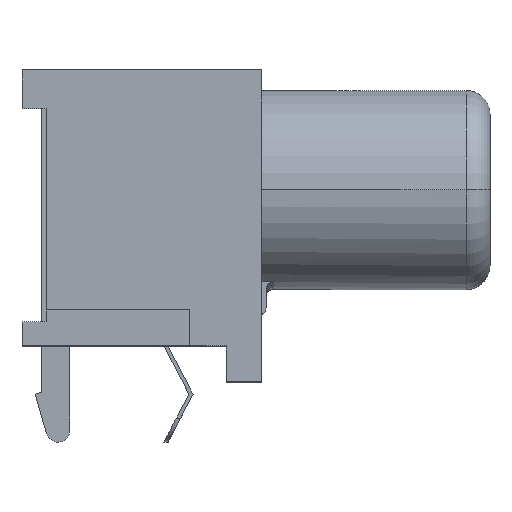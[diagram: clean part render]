
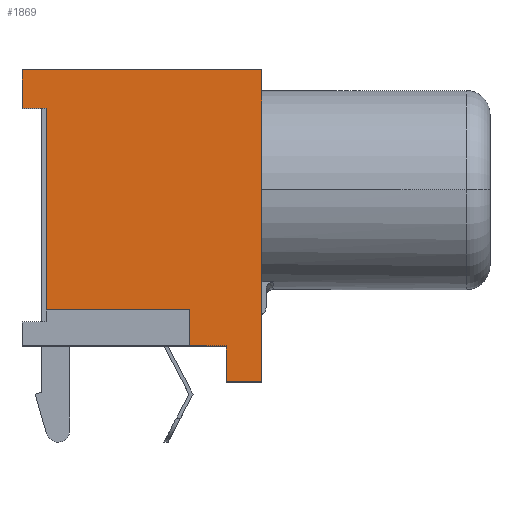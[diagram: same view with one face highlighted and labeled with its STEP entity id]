
A CAD part, top view. The second image highlights one B-rep face of the part: STEP entity #1869.
In plain terms, the highlighted planar face has unit normal (0, 0, 1).
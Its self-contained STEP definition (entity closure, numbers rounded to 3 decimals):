
#31 = DIRECTION ( 'NONE',  ( -1., 0., 0. ) ) ;
#32 = VECTOR ( 'NONE', #31, 1000. ) ;
#33 = CARTESIAN_POINT ( 'NONE',  ( 7., -5., 5. ) ) ;
#42 = CARTESIAN_POINT ( 'NONE',  ( 7., -6.5, 5. ) ) ;
#47 = LINE ( 'NONE', #33, #32 ) ;
#63 = CARTESIAN_POINT ( 'NONE',  ( 1., 3.4, 5. ) ) ;
#67 = LINE ( 'NONE', #212, #211 ) ;
#71 = PLANE ( 'NONE',  #203 ) ;
#75 = DIRECTION ( 'NONE',  ( 0., -1., 0. ) ) ;
#76 = VECTOR ( 'NONE', #75, 1000. ) ;
#77 = FACE_OUTER_BOUND ( 'NONE', #1880, .T. ) ;
#78 = CARTESIAN_POINT ( 'NONE',  ( 0., 5., 5. ) ) ;
#79 = LINE ( 'NONE', #78, #76 ) ;
#81 = DIRECTION ( 'NONE',  ( -1., 0., 0. ) ) ;
#83 = CARTESIAN_POINT ( 'NONE',  ( 1., -5., 5. ) ) ;
#84 = VECTOR ( 'NONE', #81, 1000. ) ;
#85 = CARTESIAN_POINT ( 'NONE',  ( 10., 5., 5. ) ) ;
#86 = CARTESIAN_POINT ( 'NONE',  ( 0., 5., 5. ) ) ;
#89 = LINE ( 'NONE', #85, #84 ) ;
#155 = DIRECTION ( 'NONE',  ( -1., 0., 0. ) ) ;
#156 = VECTOR ( 'NONE', #155, 1000. ) ;
#157 = CARTESIAN_POINT ( 'NONE',  ( 10., -6.5, 5. ) ) ;
#158 = LINE ( 'NONE', #157, #156 ) ;
#160 = CARTESIAN_POINT ( 'NONE',  ( 8.5, -6.5, 5. ) ) ;
#161 = DIRECTION ( 'NONE',  ( 0., 1., 0. ) ) ;
#162 = VECTOR ( 'NONE', #161, 1000. ) ;
#163 = CARTESIAN_POINT ( 'NONE',  ( 7., -6.5, 5. ) ) ;
#164 = LINE ( 'NONE', #163, #162 ) ;
#185 = DIRECTION ( 'NONE',  ( 0., -1., 0. ) ) ;
#186 = VECTOR ( 'NONE', #185, 1000. ) ;
#187 = CARTESIAN_POINT ( 'NONE',  ( 1., -12.745, 5. ) ) ;
#188 = CARTESIAN_POINT ( 'NONE',  ( 0., 3.4, 5. ) ) ;
#189 = CARTESIAN_POINT ( 'NONE',  ( 8.5, -8., 5. ) ) ;
#190 = DIRECTION ( 'NONE',  ( -1., 0., 0. ) ) ;
#191 = DIRECTION ( 'NONE',  ( 0., 0., -1. ) ) ;
#192 = LINE ( 'NONE', #187, #186 ) ;
#194 = CARTESIAN_POINT ( 'NONE',  ( 7., -5., 5. ) ) ;
#196 = DIRECTION ( 'NONE',  ( 0., -1., 0. ) ) ;
#197 = CARTESIAN_POINT ( 'NONE',  ( 10., 5., 5. ) ) ;
#198 = LINE ( 'NONE', #197, #245 ) ;
#199 = DIRECTION ( 'NONE',  ( 1., 0., 0. ) ) ;
#200 = VECTOR ( 'NONE', #199, 1000. ) ;
#201 = CARTESIAN_POINT ( 'NONE',  ( 8.5, -8., 5. ) ) ;
#202 = LINE ( 'NONE', #201, #200 ) ;
#203 = AXIS2_PLACEMENT_3D ( 'NONE', #206, #191, #190 ) ;
#206 = CARTESIAN_POINT ( 'NONE',  ( 10., 5., 5. ) ) ;
#210 = DIRECTION ( 'NONE',  ( -1., 0., 0. ) ) ;
#211 = VECTOR ( 'NONE', #210, 1000. ) ;
#212 = CARTESIAN_POINT ( 'NONE',  ( 1., 3.4, 5. ) ) ;
#245 = VECTOR ( 'NONE', #196, 1000. ) ;
#272 = DIRECTION ( 'NONE',  ( 0., -1., 0. ) ) ;
#273 = VECTOR ( 'NONE', #272, 1000. ) ;
#274 = CARTESIAN_POINT ( 'NONE',  ( 8.5, -6.5, 5. ) ) ;
#275 = LINE ( 'NONE', #274, #273 ) ;
#1355 = CARTESIAN_POINT ( 'NONE',  ( 10., 5., 5. ) ) ;
#1449 = CARTESIAN_POINT ( 'NONE',  ( 10., -8., 5. ) ) ;
#1764 = ORIENTED_EDGE ( 'NONE', *, *, #1865, .F. ) ;
#1792 = VERTEX_POINT ( 'NONE', #1449 ) ;
#1796 = VERTEX_POINT ( 'NONE', #1355 ) ;
#1851 = EDGE_CURVE ( 'NONE', #1796, #1856, #89, .T. ) ;
#1853 = ORIENTED_EDGE ( 'NONE', *, *, #1868, .T. ) ;
#1854 = ORIENTED_EDGE ( 'NONE', *, *, #1858, .T. ) ;
#1856 = VERTEX_POINT ( 'NONE', #86 ) ;
#1857 = ORIENTED_EDGE ( 'NONE', *, *, #1851, .T. ) ;
#1858 = EDGE_CURVE ( 'NONE', #1856, #1873, #79, .T. ) ;
#1864 = VERTEX_POINT ( 'NONE', #83 ) ;
#1865 = EDGE_CURVE ( 'NONE', #1866, #1873, #67, .T. ) ;
#1866 = VERTEX_POINT ( 'NONE', #63 ) ;
#1868 = EDGE_CURVE ( 'NONE', #1871, #1792, #202, .T. ) ;
#1869 = ADVANCED_FACE ( 'NONE', ( #77 ), #71, .F. ) ;
#1870 = VERTEX_POINT ( 'NONE', #194 ) ;
#1871 = VERTEX_POINT ( 'NONE', #189 ) ;
#1872 = EDGE_CURVE ( 'NONE', #1866, #1864, #192, .T. ) ;
#1873 = VERTEX_POINT ( 'NONE', #188 ) ;
#1878 = EDGE_CURVE ( 'NONE', #1796, #1792, #198, .T. ) ;
#1880 = EDGE_LOOP ( 'NONE', ( #1764, #1956, #1958, #1962, #1955, #1968, #1853, #1967, #1857, #1854 ) ) ;
#1955 = ORIENTED_EDGE ( 'NONE', *, *, #1963, .F. ) ;
#1956 = ORIENTED_EDGE ( 'NONE', *, *, #1872, .T. ) ;
#1957 = EDGE_CURVE ( 'NONE', #1870, #1864, #47, .T. ) ;
#1958 = ORIENTED_EDGE ( 'NONE', *, *, #1957, .F. ) ;
#1959 = EDGE_CURVE ( 'NONE', #1960, #1870, #164, .T. ) ;
#1960 = VERTEX_POINT ( 'NONE', #42 ) ;
#1962 = ORIENTED_EDGE ( 'NONE', *, *, #1959, .F. ) ;
#1963 = EDGE_CURVE ( 'NONE', #1964, #1960, #158, .T. ) ;
#1964 = VERTEX_POINT ( 'NONE', #160 ) ;
#1966 = EDGE_CURVE ( 'NONE', #1964, #1871, #275, .T. ) ;
#1967 = ORIENTED_EDGE ( 'NONE', *, *, #1878, .F. ) ;
#1968 = ORIENTED_EDGE ( 'NONE', *, *, #1966, .T. ) ;
